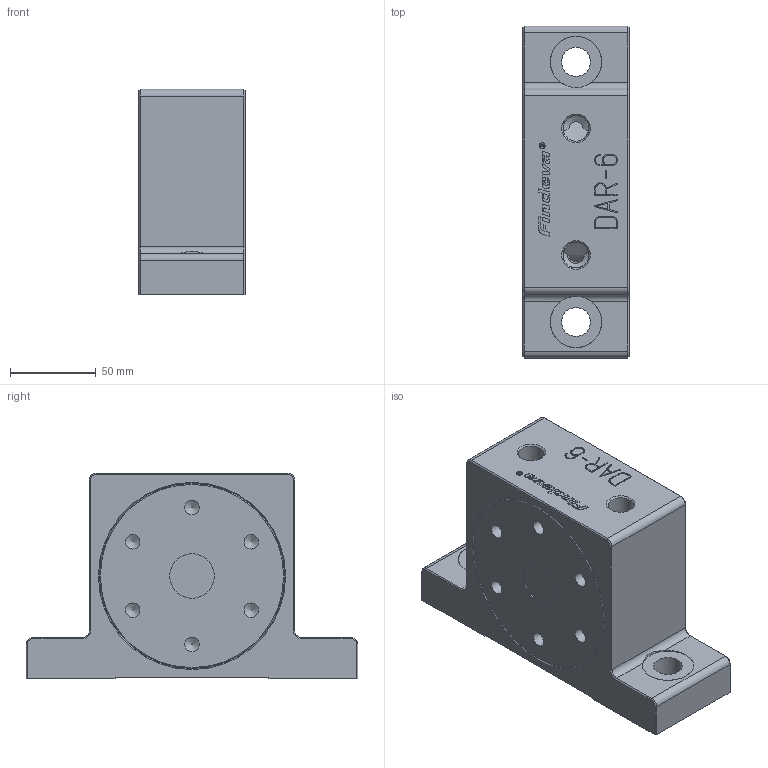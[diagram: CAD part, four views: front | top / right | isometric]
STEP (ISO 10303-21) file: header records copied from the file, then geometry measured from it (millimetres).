
FILE_DESCRIPTION((''),'2;1');
FILE_NAME('7006-00-M.stp','2012-03-28T19:06:28',('Petr'),(''),'Autodesk Inventor 2011','Autodesk Inventor 2011','');
FILE_SCHEMA(('CONFIG_CONTROL_DESIGN'));
Length unit declared in the file: millimetre
Products named in the file (1): 7006-00-M
Bounding box: 62 x 194 x 120 mm (x, y, z)
Volume: 973857.4 mm3; surface area: 76570.1 mm2
Topology: 1 solids, 1 shells, 352 faces, 891 edges, 586 vertices
Faces by surface type: plane 215, cylinder 95, cone 33, bspline 8, torus 1
Full cylindrical faces by diameter (mm): 3.218 x1, 3.578 x1, 8.5 x12, 14.95 x2, 17 x2, 26 x2, 30 x2
Entity records: 10652 total; most frequent: CARTESIAN_POINT 2042, DIRECTION 1710, ORIENTED_EDGE 1662, EDGE_CURVE 831, VECTOR 584, LINE 584, VERTEX_POINT 566, AXIS2_PLACEMENT_3D 563
